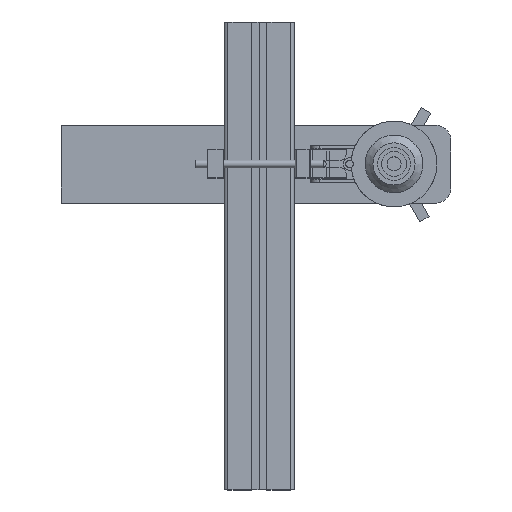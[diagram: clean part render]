
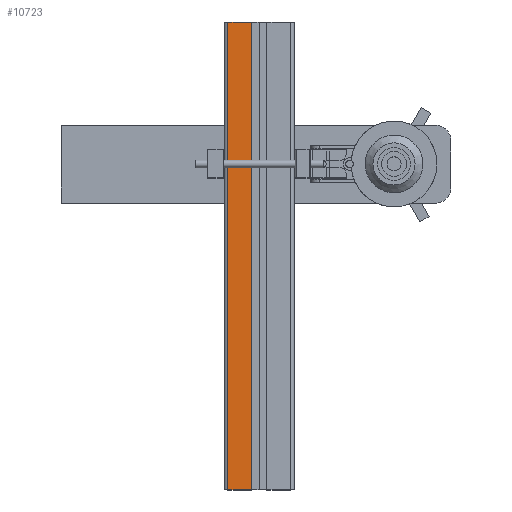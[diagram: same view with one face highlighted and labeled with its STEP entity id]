
A CAD part, top view. The second image highlights one B-rep face of the part: STEP entity #10723.
In plain terms, the highlighted planar face has unit normal (0, 0, 1).
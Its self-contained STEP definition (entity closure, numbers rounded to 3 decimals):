
#10554 = PLANE('',#10555);
#10555 = AXIS2_PLACEMENT_3D('',#10556,#10557,#10558);
#10556 = CARTESIAN_POINT('',(-38.,100.,22.5));
#10557 = DIRECTION('',(1.,0.,0.));
#10558 = DIRECTION('',(0.,0.,-1.));
#10582 = PLANE('',#10583);
#10583 = AXIS2_PLACEMENT_3D('',#10584,#10585,#10586);
#10584 = CARTESIAN_POINT('',(-38.,-200.,16.5));
#10585 = DIRECTION('',(0.,-1.,0.));
#10586 = DIRECTION('',(0.,0.,1.));
#10636 = PLANE('',#10637);
#10637 = AXIS2_PLACEMENT_3D('',#10638,#10639,#10640);
#10638 = CARTESIAN_POINT('',(-38.,100.,16.5));
#10639 = DIRECTION('',(0.,-1.,0.));
#10640 = DIRECTION('',(0.,0.,1.));
#10651 = EDGE_CURVE('',#10652,#10654,#10656,.T.);
#10652 = VERTEX_POINT('',#10653);
#10653 = CARTESIAN_POINT('',(-38.,100.,22.5));
#10654 = VERTEX_POINT('',#10655);
#10655 = CARTESIAN_POINT('',(-38.,-200.,22.5));
#10656 = SURFACE_CURVE('',#10657,(#10661,#10668),.PCURVE_S1.);
#10657 = LINE('',#10658,#10659);
#10658 = CARTESIAN_POINT('',(-38.,100.,22.5));
#10659 = VECTOR('',#10660,1.);
#10660 = DIRECTION('',(0.,-1.,0.));
#10661 = PCURVE('',#10554,#10662);
#10662 = DEFINITIONAL_REPRESENTATION('',(#10663),#10667);
#10663 = LINE('',#10664,#10665);
#10664 = CARTESIAN_POINT('',(0.,0.));
#10665 = VECTOR('',#10666,1.);
#10666 = DIRECTION('',(0.,-1.));
#10667 = ( GEOMETRIC_REPRESENTATION_CONTEXT(2) 
PARAMETRIC_REPRESENTATION_CONTEXT() REPRESENTATION_CONTEXT('2D SPACE',''
  ) );
#10668 = PCURVE('',#10669,#10674);
#10669 = PLANE('',#10670);
#10670 = AXIS2_PLACEMENT_3D('',#10671,#10672,#10673);
#10671 = CARTESIAN_POINT('',(-38.,100.,22.5));
#10672 = DIRECTION('',(0.,0.,-1.));
#10673 = DIRECTION('',(-1.,0.,0.));
#10674 = DEFINITIONAL_REPRESENTATION('',(#10675),#10679);
#10675 = LINE('',#10676,#10677);
#10676 = CARTESIAN_POINT('',(0.,0.));
#10677 = VECTOR('',#10678,1.);
#10678 = DIRECTION('',(0.,-1.));
#10679 = ( GEOMETRIC_REPRESENTATION_CONTEXT(2) 
PARAMETRIC_REPRESENTATION_CONTEXT() REPRESENTATION_CONTEXT('2D SPACE',''
  ) );
#10723 = ADVANCED_FACE('',(#10724),#10669,.F.);
#10724 = FACE_BOUND('',#10725,.F.);
#10725 = EDGE_LOOP('',(#10726,#10727,#10750,#10778));
#10726 = ORIENTED_EDGE('',*,*,#10651,.T.);
#10727 = ORIENTED_EDGE('',*,*,#10728,.T.);
#10728 = EDGE_CURVE('',#10654,#10729,#10731,.T.);
#10729 = VERTEX_POINT('',#10730);
#10730 = CARTESIAN_POINT('',(-53.,-200.,22.5));
#10731 = SURFACE_CURVE('',#10732,(#10736,#10743),.PCURVE_S1.);
#10732 = LINE('',#10733,#10734);
#10733 = CARTESIAN_POINT('',(-33.,-200.,22.5));
#10734 = VECTOR('',#10735,1.);
#10735 = DIRECTION('',(-1.,0.,0.));
#10736 = PCURVE('',#10669,#10737);
#10737 = DEFINITIONAL_REPRESENTATION('',(#10738),#10742);
#10738 = LINE('',#10739,#10740);
#10739 = CARTESIAN_POINT('',(-5.,-300.));
#10740 = VECTOR('',#10741,1.);
#10741 = DIRECTION('',(1.,0.));
#10742 = ( GEOMETRIC_REPRESENTATION_CONTEXT(2) 
PARAMETRIC_REPRESENTATION_CONTEXT() REPRESENTATION_CONTEXT('2D SPACE',''
  ) );
#10743 = PCURVE('',#10582,#10744);
#10744 = DEFINITIONAL_REPRESENTATION('',(#10745),#10749);
#10745 = LINE('',#10746,#10747);
#10746 = CARTESIAN_POINT('',(6.,-5.));
#10747 = VECTOR('',#10748,1.);
#10748 = DIRECTION('',(0.,1.));
#10749 = ( GEOMETRIC_REPRESENTATION_CONTEXT(2) 
PARAMETRIC_REPRESENTATION_CONTEXT() REPRESENTATION_CONTEXT('2D SPACE',''
  ) );
#10750 = ORIENTED_EDGE('',*,*,#10751,.F.);
#10751 = EDGE_CURVE('',#10752,#10729,#10754,.T.);
#10752 = VERTEX_POINT('',#10753);
#10753 = CARTESIAN_POINT('',(-53.,100.,22.5));
#10754 = SURFACE_CURVE('',#10755,(#10759,#10766),.PCURVE_S1.);
#10755 = LINE('',#10756,#10757);
#10756 = CARTESIAN_POINT('',(-53.,100.,22.5));
#10757 = VECTOR('',#10758,1.);
#10758 = DIRECTION('',(0.,-1.,0.));
#10759 = PCURVE('',#10669,#10760);
#10760 = DEFINITIONAL_REPRESENTATION('',(#10761),#10765);
#10761 = LINE('',#10762,#10763);
#10762 = CARTESIAN_POINT('',(15.,0.));
#10763 = VECTOR('',#10764,1.);
#10764 = DIRECTION('',(0.,-1.));
#10765 = ( GEOMETRIC_REPRESENTATION_CONTEXT(2) 
PARAMETRIC_REPRESENTATION_CONTEXT() REPRESENTATION_CONTEXT('2D SPACE',''
  ) );
#10766 = PCURVE('',#10767,#10772);
#10767 = CYLINDRICAL_SURFACE('',#10768,2.5);
#10768 = AXIS2_PLACEMENT_3D('',#10769,#10770,#10771);
#10769 = CARTESIAN_POINT('',(-53.,100.,20.));
#10770 = DIRECTION('',(0.,1.,0.));
#10771 = DIRECTION('',(0.,0.,-1.));
#10772 = DEFINITIONAL_REPRESENTATION('',(#10773),#10777);
#10773 = LINE('',#10774,#10775);
#10774 = CARTESIAN_POINT('',(3.142,0.));
#10775 = VECTOR('',#10776,1.);
#10776 = DIRECTION('',(0.,-1.));
#10777 = ( GEOMETRIC_REPRESENTATION_CONTEXT(2) 
PARAMETRIC_REPRESENTATION_CONTEXT() REPRESENTATION_CONTEXT('2D SPACE',''
  ) );
#10778 = ORIENTED_EDGE('',*,*,#10779,.F.);
#10779 = EDGE_CURVE('',#10652,#10752,#10780,.T.);
#10780 = SURFACE_CURVE('',#10781,(#10785,#10792),.PCURVE_S1.);
#10781 = LINE('',#10782,#10783);
#10782 = CARTESIAN_POINT('',(-33.,100.,22.5));
#10783 = VECTOR('',#10784,1.);
#10784 = DIRECTION('',(-1.,0.,0.));
#10785 = PCURVE('',#10669,#10786);
#10786 = DEFINITIONAL_REPRESENTATION('',(#10787),#10791);
#10787 = LINE('',#10788,#10789);
#10788 = CARTESIAN_POINT('',(-5.,0.));
#10789 = VECTOR('',#10790,1.);
#10790 = DIRECTION('',(1.,0.));
#10791 = ( GEOMETRIC_REPRESENTATION_CONTEXT(2) 
PARAMETRIC_REPRESENTATION_CONTEXT() REPRESENTATION_CONTEXT('2D SPACE',''
  ) );
#10792 = PCURVE('',#10636,#10793);
#10793 = DEFINITIONAL_REPRESENTATION('',(#10794),#10798);
#10794 = LINE('',#10795,#10796);
#10795 = CARTESIAN_POINT('',(6.,-5.));
#10796 = VECTOR('',#10797,1.);
#10797 = DIRECTION('',(0.,1.));
#10798 = ( GEOMETRIC_REPRESENTATION_CONTEXT(2) 
PARAMETRIC_REPRESENTATION_CONTEXT() REPRESENTATION_CONTEXT('2D SPACE',''
  ) );
